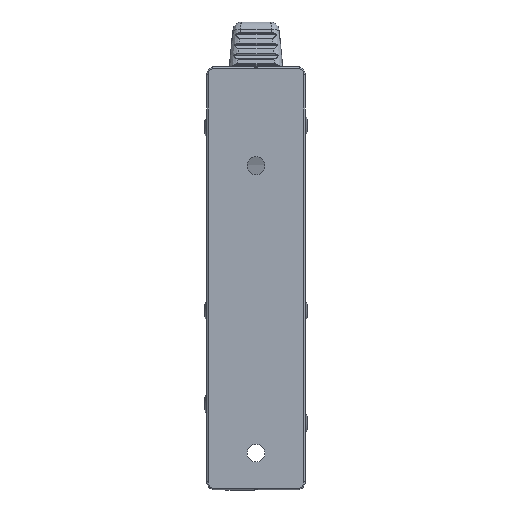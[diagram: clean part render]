
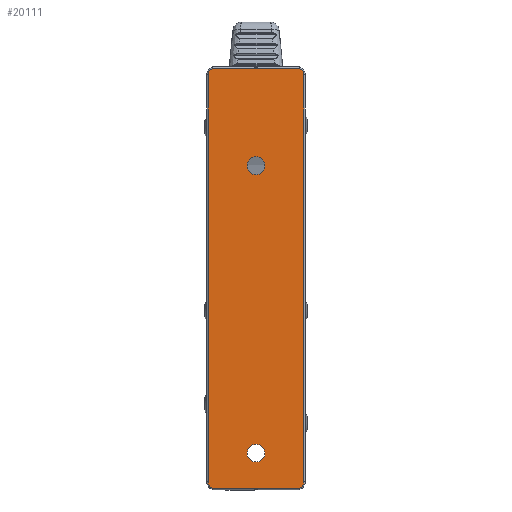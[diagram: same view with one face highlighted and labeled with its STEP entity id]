
A CAD part, front view. The second image highlights one B-rep face of the part: STEP entity #20111.
In plain terms, the highlighted planar face has unit normal (0, -1, 0).
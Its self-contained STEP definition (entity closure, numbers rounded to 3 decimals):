
#399=FACE_BOUND('',#3807,.T.);
#400=FACE_BOUND('',#3808,.T.);
#870=ELLIPSE('',#21808,2.5,2.5);
#872=ELLIPSE('',#21820,2.5,2.5);
#2462=FACE_OUTER_BOUND('',#3806,.T.);
#3806=EDGE_LOOP('',(#15508,#15509,#15510,#15511,#15512,#15513,#15514,#15515,
#15516,#15517,#15518,#15519,#15520,#15521,#15522,#15523));
#3807=EDGE_LOOP('',(#15524));
#3808=EDGE_LOOP('',(#15525));
#4658=LINE('',#31239,#5833);
#4664=LINE('',#31306,#5839);
#4714=LINE('',#31712,#5889);
#4715=LINE('',#31781,#5890);
#4728=LINE('',#31927,#5903);
#4730=LINE('',#31953,#5905);
#4765=LINE('',#32239,#5940);
#4805=LINE('',#32726,#5980);
#5119=LINE('',#37764,#6294);
#5121=LINE('',#37794,#6296);
#5124=LINE('',#37811,#6299);
#5125=LINE('',#37812,#6300);
#5833=VECTOR('',#23154,10.);
#5839=VECTOR('',#23174,10.);
#5889=VECTOR('',#23428,10.);
#5890=VECTOR('',#23449,10.);
#5903=VECTOR('',#23550,10.);
#5905=VECTOR('',#23574,10.);
#5940=VECTOR('',#23753,10.);
#5980=VECTOR('',#23967,10.);
#6294=VECTOR('',#25375,10.);
#6296=VECTOR('',#25383,10.);
#6299=VECTOR('',#25406,10.);
#6300=VECTOR('',#25407,10.);
#7010=CIRCLE('',#20921,3.25);
#7012=CIRCLE('',#20924,3.25);
#7177=CIRCLE('',#21177,2.499);
#7217=CIRCLE('',#21257,2.499);
#8104=VERTEX_POINT('',#31226);
#8106=VERTEX_POINT('',#31231);
#8108=VERTEX_POINT('',#31235);
#8109=VERTEX_POINT('',#31237);
#8121=VERTEX_POINT('',#31302);
#8123=VERTEX_POINT('',#31305);
#8258=VERTEX_POINT('',#31686);
#8270=VERTEX_POINT('',#31709);
#8271=VERTEX_POINT('',#31711);
#8285=VERTEX_POINT('',#31779);
#8321=VERTEX_POINT('',#31924);
#8322=VERTEX_POINT('',#31926);
#8334=VERTEX_POINT('',#31950);
#8335=VERTEX_POINT('',#31952);
#8390=VERTEX_POINT('',#32274);
#8454=VERTEX_POINT('',#32716);
#8941=VERTEX_POINT('',#37762);
#8945=VERTEX_POINT('',#37809);
#10038=EDGE_CURVE('',#8104,#8104,#7010,.T.);
#10040=EDGE_CURVE('',#8106,#8106,#7012,.T.);
#10043=EDGE_CURVE('',#8109,#8108,#4658,.T.);
#10056=EDGE_CURVE('',#8121,#8123,#4664,.T.);
#10212=EDGE_CURVE('',#8270,#8271,#4714,.T.);
#10227=EDGE_CURVE('',#8285,#8258,#4715,.T.);
#10273=EDGE_CURVE('',#8322,#8321,#4728,.T.);
#10286=EDGE_CURVE('',#8335,#8334,#4730,.T.);
#10378=EDGE_CURVE('',#8121,#8322,#4765,.T.);
#10383=EDGE_CURVE('',#8321,#8390,#7177,.T.);
#10484=EDGE_CURVE('',#8271,#8454,#7217,.T.);
#10489=EDGE_CURVE('',#8109,#8258,#4805,.T.);
#11320=EDGE_CURVE('',#8390,#8941,#5119,.T.);
#11321=EDGE_CURVE('',#8941,#8335,#870,.T.);
#11324=EDGE_CURVE('',#8334,#8108,#5121,.T.);
#11332=EDGE_CURVE('',#8945,#8285,#872,.T.);
#11333=EDGE_CURVE('',#8454,#8945,#5124,.T.);
#11334=EDGE_CURVE('',#8123,#8270,#5125,.T.);
#15508=ORIENTED_EDGE('',*,*,#10043,.F.);
#15509=ORIENTED_EDGE('',*,*,#10489,.T.);
#15510=ORIENTED_EDGE('',*,*,#10227,.F.);
#15511=ORIENTED_EDGE('',*,*,#11332,.F.);
#15512=ORIENTED_EDGE('',*,*,#11333,.F.);
#15513=ORIENTED_EDGE('',*,*,#10484,.F.);
#15514=ORIENTED_EDGE('',*,*,#10212,.F.);
#15515=ORIENTED_EDGE('',*,*,#11334,.F.);
#15516=ORIENTED_EDGE('',*,*,#10056,.F.);
#15517=ORIENTED_EDGE('',*,*,#10378,.T.);
#15518=ORIENTED_EDGE('',*,*,#10273,.T.);
#15519=ORIENTED_EDGE('',*,*,#10383,.T.);
#15520=ORIENTED_EDGE('',*,*,#11320,.T.);
#15521=ORIENTED_EDGE('',*,*,#11321,.T.);
#15522=ORIENTED_EDGE('',*,*,#10286,.T.);
#15523=ORIENTED_EDGE('',*,*,#11324,.T.);
#15524=ORIENTED_EDGE('',*,*,#10038,.T.);
#15525=ORIENTED_EDGE('',*,*,#10040,.T.);
#19412=PLANE('',#21819);
#20111=ADVANCED_FACE('',(#2462,#399,#400),#19412,.F.);
#20921=AXIS2_PLACEMENT_3D('',#31227,#23140,#23141);
#20924=AXIS2_PLACEMENT_3D('',#31232,#23146,#23147);
#21177=AXIS2_PLACEMENT_3D('',#32276,#23760,#23761);
#21257=AXIS2_PLACEMENT_3D('',#32717,#23956,#23957);
#21808=AXIS2_PLACEMENT_3D('',#37790,#25376,#25377);
#21819=AXIS2_PLACEMENT_3D('',#37808,#25402,#25403);
#21820=AXIS2_PLACEMENT_3D('',#37810,#25404,#25405);
#23140=DIRECTION('center_axis',(0.,1.,0.));
#23141=DIRECTION('ref_axis',(0.,0.,1.));
#23146=DIRECTION('center_axis',(0.,1.,0.));
#23147=DIRECTION('ref_axis',(0.,0.,-1.));
#23154=DIRECTION('',(-1.,0.,0.));
#23174=DIRECTION('',(1.,0.,0.));
#23428=DIRECTION('',(0.,0.,-1.));
#23449=DIRECTION('',(0.,0.,-1.));
#23550=DIRECTION('',(0.,0.,-1.));
#23574=DIRECTION('',(0.,0.,-1.));
#23753=DIRECTION('',(-1.,0.,0.));
#23760=DIRECTION('center_axis',(0.,-1.,0.));
#23761=DIRECTION('ref_axis',(-1.,0.,0.));
#23956=DIRECTION('center_axis',(0.,1.,0.));
#23957=DIRECTION('ref_axis',(1.,0.,0.));
#23967=DIRECTION('',(1.,0.,0.));
#25375=DIRECTION('',(0.,0.,-1.));
#25376=DIRECTION('center_axis',(0.,-1.,0.));
#25377=DIRECTION('ref_axis',(-1.,0.,0.));
#25383=DIRECTION('',(1.,0.,0.));
#25402=DIRECTION('center_axis',(0.,1.,0.));
#25403=DIRECTION('ref_axis',(0.,0.,
-1.));
#25404=DIRECTION('center_axis',(0.,1.,0.));
#25405=DIRECTION('ref_axis',(1.,0.,0.));
#25406=DIRECTION('',(0.,0.,-1.));
#25407=DIRECTION('',(1.,0.,0.));
#31226=CARTESIAN_POINT('',(0.,0.,62.5));
#31227=CARTESIAN_POINT('Origin',(0.,0.,65.75));
#31231=CARTESIAN_POINT('',(0.,0.,-36.));
#31232=CARTESIAN_POINT('Origin',(0.,0.,-39.25));
#31235=CARTESIAN_POINT('',(-0.5,0.,-52.262));
#31237=CARTESIAN_POINT('',(0.5,0.,-52.262));
#31239=CARTESIAN_POINT('',(-0.5,0.,-52.262));
#31302=CARTESIAN_POINT('',(-0.5,0.,101.407));
#31305=CARTESIAN_POINT('',(0.5,0.,101.407));
#31306=CARTESIAN_POINT('',(-16.,0.,101.407));
#31686=CARTESIAN_POINT('',(16.,0.,-52.262));
#31709=CARTESIAN_POINT('',(16.,0.,101.407));
#31711=CARTESIAN_POINT('',(16.,0.,101.194));
#31712=CARTESIAN_POINT('',(16.,0.,101.407));
#31779=CARTESIAN_POINT('',(16.,0.,-52.049));
#31781=CARTESIAN_POINT('',(16.,0.,-19.05));
#31924=CARTESIAN_POINT('',(-16.,0.,101.194));
#31926=CARTESIAN_POINT('',(-16.,0.,101.407));
#31927=CARTESIAN_POINT('',(-16.,0.,101.407));
#31950=CARTESIAN_POINT('',(-16.,0.,-52.262));
#31952=CARTESIAN_POINT('',(-16.,0.,-52.049));
#31953=CARTESIAN_POINT('',(-16.,0.,-19.05));
#32239=CARTESIAN_POINT('',(0.,0.,101.407));
#32274=CARTESIAN_POINT('',(-17.49,0.,98.907));
#32276=CARTESIAN_POINT('Origin',(-14.991,0.,
98.907));
#32716=CARTESIAN_POINT('',(17.49,0.,98.907));
#32717=CARTESIAN_POINT('Origin',(14.991,0.,
98.907));
#32726=CARTESIAN_POINT('',(13.,0.,-52.262));
#37762=CARTESIAN_POINT('',(-17.49,0.,-49.762));
#37764=CARTESIAN_POINT('',(-17.49,0.,57.177));
#37790=CARTESIAN_POINT('Origin',(-14.99,0.,
-49.762));
#37794=CARTESIAN_POINT('',(0.,0.,-52.262));
#37808=CARTESIAN_POINT('Origin',(0.,0.,
101.912));
#37809=CARTESIAN_POINT('',(17.49,0.,-49.762));
#37810=CARTESIAN_POINT('Origin',(14.99,0.,
-49.762));
#37811=CARTESIAN_POINT('',(17.49,0.,57.177));
#37812=CARTESIAN_POINT('',(0.,0.,101.407));
